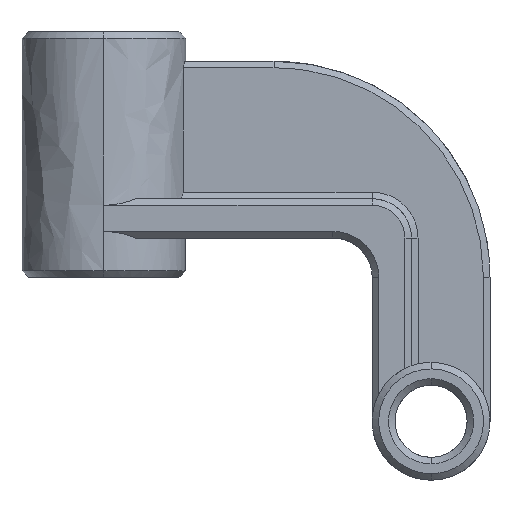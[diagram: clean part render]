
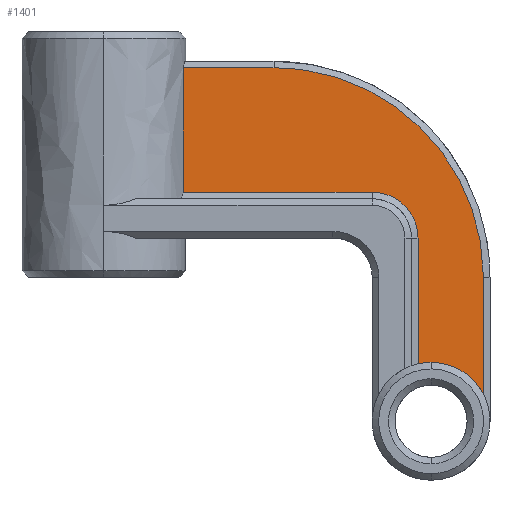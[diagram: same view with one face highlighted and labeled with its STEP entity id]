
A CAD part, left-side view. The second image highlights one B-rep face of the part: STEP entity #1401.
In plain terms, the highlighted free-form (B-spline) face has degree [1, 1] with [2, 2] control points.
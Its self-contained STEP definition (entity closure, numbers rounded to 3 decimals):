
#513 = VERTEX_POINT('',#514);
#514 = CARTESIAN_POINT('',(-6.434,81.208,
    75.063));
#521 = EDGE_CURVE('',#522,#513,#524,.T.);
#522 = VERTEX_POINT('',#523);
#523 = CARTESIAN_POINT('',(-6.434,81.208,
    115.811));
#524 = B_SPLINE_CURVE_WITH_KNOTS('',1,(#525,#526),.UNSPECIFIED.,.F.,.F.,
  (2,2),(11.,49.),.PIECEWISE_BEZIER_KNOTS.);
#525 = CARTESIAN_POINT('',(-6.434,81.208,
    115.811));
#526 = CARTESIAN_POINT('',(-6.434,81.208,
    75.063));
#607 = VERTEX_POINT('',#608);
#608 = CARTESIAN_POINT('',(-6.434,0.,19.302));
#613 = EDGE_CURVE('',#614,#607,#616,.T.);
#614 = VERTEX_POINT('',#615);
#615 = CARTESIAN_POINT('',(-6.434,4.289,
    18.819));
#616 = ( BOUNDED_CURVE() B_SPLINE_CURVE(2,(#617,#618,#619),
.UNSPECIFIED.,.F.,.F.) B_SPLINE_CURVE_WITH_KNOTS((3,3),(2.917,
3.142),.PIECEWISE_BEZIER_KNOTS.) CURVE() 
GEOMETRIC_REPRESENTATION_ITEM() RATIONAL_B_SPLINE_CURVE((1.,
0.994,1.)) REPRESENTATION_ITEM('') );
#617 = CARTESIAN_POINT('',(-6.434,4.289,
    18.819));
#618 = CARTESIAN_POINT('',(-6.434,2.172,
    19.302));
#619 = CARTESIAN_POINT('',(-6.434,0.,
    19.302));
#912 = VERTEX_POINT('',#913);
#913 = CARTESIAN_POINT('',(-6.434,-17.157,
    8.843));
#920 = EDGE_CURVE('',#607,#912,#921,.T.);
#921 = ( BOUNDED_CURVE() B_SPLINE_CURVE(2,(#922,#923,#924),
.UNSPECIFIED.,.F.,.F.) B_SPLINE_CURVE_WITH_KNOTS((3,3),(3.142,
4.237),.PIECEWISE_BEZIER_KNOTS.) CURVE() 
GEOMETRIC_REPRESENTATION_ITEM() RATIONAL_B_SPLINE_CURVE((1.,
0.854,1.)) REPRESENTATION_ITEM('') );
#922 = CARTESIAN_POINT('',(-6.434,0.,
    19.302));
#923 = CARTESIAN_POINT('',(-6.434,-11.767,
    19.302));
#924 = CARTESIAN_POINT('',(-6.434,-17.157,
    8.843));
#1401 = ADVANCED_FACE('',(#1402),#1447,.F.);
#1402 = FACE_BOUND('',#1403,.T.);
#1403 = EDGE_LOOP('',(#1404,#1405,#1406,#1413,#1421,#1426,#1427,#1434,
    #1442));
#1404 = ORIENTED_EDGE('',*,*,#613,.T.);
#1405 = ORIENTED_EDGE('',*,*,#920,.T.);
#1406 = ORIENTED_EDGE('',*,*,#1407,.T.);
#1407 = EDGE_CURVE('',#912,#1408,#1410,.T.);
#1408 = VERTEX_POINT('',#1409);
#1409 = CARTESIAN_POINT('',(-6.434,-17.157,
    47.182));
#1410 = B_SPLINE_CURVE_WITH_KNOTS('',1,(#1411,#1412),.UNSPECIFIED.,.F.,
  .F.,(2,2),(-35.754,0.),.PIECEWISE_BEZIER_KNOTS.);
#1411 = CARTESIAN_POINT('',(-6.434,-17.157,
    8.843));
#1412 = CARTESIAN_POINT('',(-6.434,-17.157,
    47.182));
#1413 = ORIENTED_EDGE('',*,*,#1414,.T.);
#1414 = EDGE_CURVE('',#1408,#1415,#1417,.T.);
#1415 = VERTEX_POINT('',#1416);
#1416 = CARTESIAN_POINT('',(-6.434,51.472,
    115.811));
#1417 = ( BOUNDED_CURVE() B_SPLINE_CURVE(2,(#1418,#1419,#1420),
.UNSPECIFIED.,.F.,.F.) B_SPLINE_CURVE_WITH_KNOTS((3,3),(1.571,
3.142),.PIECEWISE_BEZIER_KNOTS.) CURVE() 
GEOMETRIC_REPRESENTATION_ITEM() RATIONAL_B_SPLINE_CURVE((1.,
0.707,1.)) REPRESENTATION_ITEM('') );
#1418 = CARTESIAN_POINT('',(-6.434,-17.157,
    47.182));
#1419 = CARTESIAN_POINT('',(-6.434,-17.157,
    115.811));
#1420 = CARTESIAN_POINT('',(-6.434,51.472,
    115.811));
#1421 = ORIENTED_EDGE('',*,*,#1422,.T.);
#1422 = EDGE_CURVE('',#1415,#522,#1423,.T.);
#1423 = B_SPLINE_CURVE_WITH_KNOTS('',1,(#1424,#1425),.UNSPECIFIED.,.F.,
  .F.,(2,2),(-27.731,0.),.PIECEWISE_BEZIER_KNOTS.);
#1424 = CARTESIAN_POINT('',(-6.434,51.472,
    115.811));
#1425 = CARTESIAN_POINT('',(-6.434,81.208,
    115.811));
#1426 = ORIENTED_EDGE('',*,*,#521,.T.);
#1427 = ORIENTED_EDGE('',*,*,#1428,.T.);
#1428 = EDGE_CURVE('',#513,#1429,#1431,.T.);
#1429 = VERTEX_POINT('',#1430);
#1430 = CARTESIAN_POINT('',(-6.434,19.302,
    75.063));
#1431 = B_SPLINE_CURVE_WITH_KNOTS('',1,(#1432,#1433),.UNSPECIFIED.,.F.,
  .F.,(2,2),(-57.731,0.),.PIECEWISE_BEZIER_KNOTS.);
#1432 = CARTESIAN_POINT('',(-6.434,81.208,
    75.063));
#1433 = CARTESIAN_POINT('',(-6.434,19.302,
    75.063));
#1434 = ORIENTED_EDGE('',*,*,#1435,.T.);
#1435 = EDGE_CURVE('',#1429,#1436,#1438,.T.);
#1436 = VERTEX_POINT('',#1437);
#1437 = CARTESIAN_POINT('',(-6.434,4.289,
    60.05));
#1438 = ( BOUNDED_CURVE() B_SPLINE_CURVE(2,(#1439,#1440,#1441),
.UNSPECIFIED.,.F.,.F.) B_SPLINE_CURVE_WITH_KNOTS((3,3),(3.142,
4.712),.PIECEWISE_BEZIER_KNOTS.) CURVE() 
GEOMETRIC_REPRESENTATION_ITEM() RATIONAL_B_SPLINE_CURVE((1.,
0.707,1.)) REPRESENTATION_ITEM('') );
#1439 = CARTESIAN_POINT('',(-6.434,19.302,
    75.063));
#1440 = CARTESIAN_POINT('',(-6.434,4.289,
    75.063));
#1441 = CARTESIAN_POINT('',(-6.434,4.289,
    60.05));
#1442 = ORIENTED_EDGE('',*,*,#1443,.T.);
#1443 = EDGE_CURVE('',#1436,#614,#1444,.T.);
#1444 = B_SPLINE_CURVE_WITH_KNOTS('',1,(#1445,#1446),.UNSPECIFIED.,.F.,
  .F.,(2,2),(-39.029,-0.579),.PIECEWISE_BEZIER_KNOTS.);
#1445 = CARTESIAN_POINT('',(-6.434,4.289,
    60.05));
#1446 = CARTESIAN_POINT('',(-6.434,4.289,
    18.819));
#1447 = B_SPLINE_SURFACE_WITH_KNOTS('',1,1,(
    (#1448,#1449)
    ,(#1450,#1451
    )),.UNSPECIFIED.,.F.,.F.,.F.,(2,2),(2,2),(-108.,-8.246),(
    -16.,75.731),.PIECEWISE_BEZIER_KNOTS.);
#1448 = CARTESIAN_POINT('',(-6.434,-17.157,
    115.811));
#1449 = CARTESIAN_POINT('',(-6.434,81.208,
    115.811));
#1450 = CARTESIAN_POINT('',(-6.434,-17.157,
    8.843));
#1451 = CARTESIAN_POINT('',(-6.434,81.208,
    8.843));
